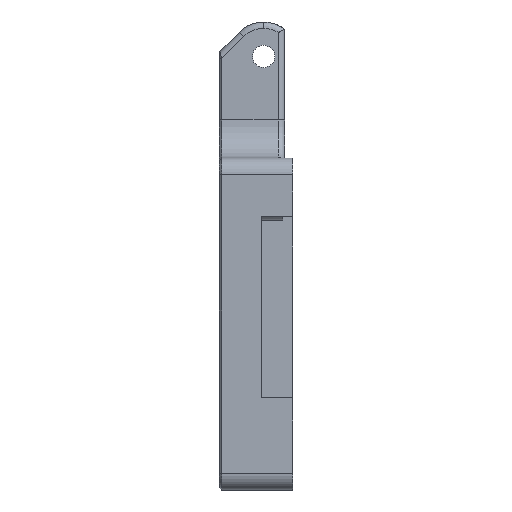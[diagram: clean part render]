
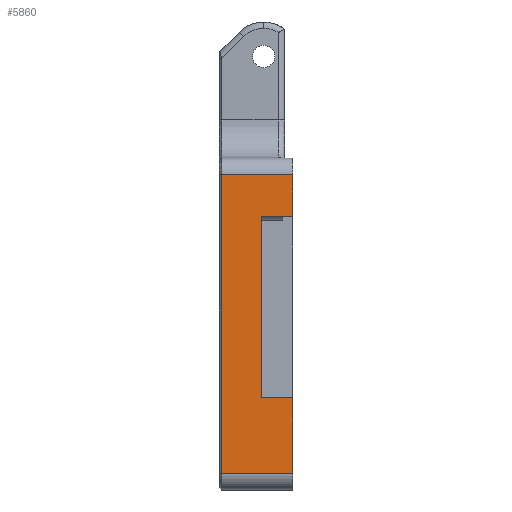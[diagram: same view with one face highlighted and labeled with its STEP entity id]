
A CAD part, left-side view. The second image highlights one B-rep face of the part: STEP entity #5860.
In plain terms, the highlighted planar face has unit normal (-1, 0, 0).
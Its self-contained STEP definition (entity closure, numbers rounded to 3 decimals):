
#93 = EDGE_LOOP ( 'NONE', ( #3380, #6839, #4143, #3533, #4511, #3953, #2960, #5234 ) ) ;
#102 = CARTESIAN_POINT ( 'NONE',  ( 0., -11.6, 14.5 ) ) ;
#241 = DIRECTION ( 'NONE',  ( 0., 0., 1. ) ) ;
#389 = CARTESIAN_POINT ( 'NONE',  ( 0., -6.6, 43. ) ) ;
#452 = CARTESIAN_POINT ( 'NONE',  ( 0., -11.6, 0. ) ) ;
#704 = VERTEX_POINT ( 'NONE', #6739 ) ;
#787 = EDGE_CURVE ( 'NONE', #5257, #4528, #1033, .T. ) ;
#824 = VECTOR ( 'NONE', #7056, 1000. ) ;
#873 = EDGE_CURVE ( 'NONE', #5902, #3810, #2690, .T. ) ;
#877 = CARTESIAN_POINT ( 'NONE',  ( 0., -11.6, 43. ) ) ;
#883 = LINE ( 'NONE', #897, #5668 ) ;
#897 = CARTESIAN_POINT ( 'NONE',  ( 0., -11.6, 0. ) ) ;
#1033 = LINE ( 'NONE', #5147, #3711 ) ;
#1131 = CARTESIAN_POINT ( 'NONE',  ( 0., -0.4, 0. ) ) ;
#1241 = EDGE_CURVE ( 'NONE', #5902, #2415, #4631, .T. ) ;
#1278 = EDGE_CURVE ( 'NONE', #7546, #704, #1872, .T. ) ;
#1350 = FACE_OUTER_BOUND ( 'NONE', #93, .T. ) ;
#1542 = CARTESIAN_POINT ( 'NONE',  ( 0., -11.6, 2.6 ) ) ;
#1872 = LINE ( 'NONE', #1542, #6011 ) ;
#2085 = VERTEX_POINT ( 'NONE', #102 ) ;
#2154 = CARTESIAN_POINT ( 'NONE',  ( 0., -6.6, 14.5 ) ) ;
#2300 = CARTESIAN_POINT ( 'NONE',  ( 0., -6.6, 14.5 ) ) ;
#2415 = VERTEX_POINT ( 'NONE', #2154 ) ;
#2690 = LINE ( 'NONE', #7480, #7392 ) ;
#2802 = DIRECTION ( 'NONE',  ( 0., 0., 1. ) ) ;
#2960 = ORIENTED_EDGE ( 'NONE', *, *, #6745, .F. ) ;
#3322 = CARTESIAN_POINT ( 'NONE',  ( 0., -0.4, 2.6 ) ) ;
#3380 = ORIENTED_EDGE ( 'NONE', *, *, #873, .T. ) ;
#3470 = EDGE_CURVE ( 'NONE', #4528, #7546, #6424, .T. ) ;
#3533 = ORIENTED_EDGE ( 'NONE', *, *, #3470, .T. ) ;
#3711 = VECTOR ( 'NONE', #6966, 1000. ) ;
#3780 = CARTESIAN_POINT ( 'NONE',  ( 0., -11.6, 0. ) ) ;
#3793 = DIRECTION ( 'NONE',  ( 0., 0., -1. ) ) ;
#3804 = DIRECTION ( 'NONE',  ( -1., 0., 0. ) ) ;
#3810 = VERTEX_POINT ( 'NONE', #877 ) ;
#3949 = VECTOR ( 'NONE', #3974, 1000. ) ;
#3953 = ORIENTED_EDGE ( 'NONE', *, *, #6529, .T. ) ;
#3974 = DIRECTION ( 'NONE',  ( 0., 0., 1. ) ) ;
#4125 = LINE ( 'NONE', #2300, #824 ) ;
#4143 = ORIENTED_EDGE ( 'NONE', *, *, #787, .T. ) ;
#4511 = ORIENTED_EDGE ( 'NONE', *, *, #1278, .T. ) ;
#4528 = VERTEX_POINT ( 'NONE', #7575 ) ;
#4631 = LINE ( 'NONE', #6137, #4895 ) ;
#4895 = VECTOR ( 'NONE', #3793, 1000. ) ;
#5147 = CARTESIAN_POINT ( 'NONE',  ( 0., -11.6, 49.6 ) ) ;
#5234 = ORIENTED_EDGE ( 'NONE', *, *, #1241, .F. ) ;
#5257 = VERTEX_POINT ( 'NONE', #5504 ) ;
#5504 = CARTESIAN_POINT ( 'NONE',  ( 0., -11.6, 49.6 ) ) ;
#5668 = VECTOR ( 'NONE', #241, 1000. ) ;
#5758 = EDGE_CURVE ( 'NONE', #3810, #5257, #883, .T. ) ;
#5860 = ADVANCED_FACE ( 'NONE', ( #1350 ), #7301, .T. ) ;
#5902 = VERTEX_POINT ( 'NONE', #389 ) ;
#5974 = VECTOR ( 'NONE', #7023, 1000. ) ;
#6011 = VECTOR ( 'NONE', #6234, 1000. ) ;
#6137 = CARTESIAN_POINT ( 'NONE',  ( 0., -6.6, 43. ) ) ;
#6234 = DIRECTION ( 'NONE',  ( 0., -1., 0. ) ) ;
#6424 = LINE ( 'NONE', #1131, #5974 ) ;
#6510 = LINE ( 'NONE', #452, #3949 ) ;
#6529 = EDGE_CURVE ( 'NONE', #704, #2085, #6510, .T. ) ;
#6739 = CARTESIAN_POINT ( 'NONE',  ( 0., -11.6, 2.6 ) ) ;
#6745 = EDGE_CURVE ( 'NONE', #2415, #2085, #4125, .T. ) ;
#6834 = DIRECTION ( 'NONE',  ( 0., -1., 0. ) ) ;
#6839 = ORIENTED_EDGE ( 'NONE', *, *, #5758, .T. ) ;
#6893 = AXIS2_PLACEMENT_3D ( 'NONE', #3780, #3804, #2802 ) ;
#6966 = DIRECTION ( 'NONE',  ( 0., 1., 0. ) ) ;
#7023 = DIRECTION ( 'NONE',  ( 0., 0., -1. ) ) ;
#7056 = DIRECTION ( 'NONE',  ( 0., -1., 0. ) ) ;
#7301 = PLANE ( 'NONE',  #6893 ) ;
#7392 = VECTOR ( 'NONE', #6834, 1000. ) ;
#7480 = CARTESIAN_POINT ( 'NONE',  ( 0., -6.6, 43. ) ) ;
#7546 = VERTEX_POINT ( 'NONE', #3322 ) ;
#7575 = CARTESIAN_POINT ( 'NONE',  ( 0., -0.4, 49.6 ) ) ;
